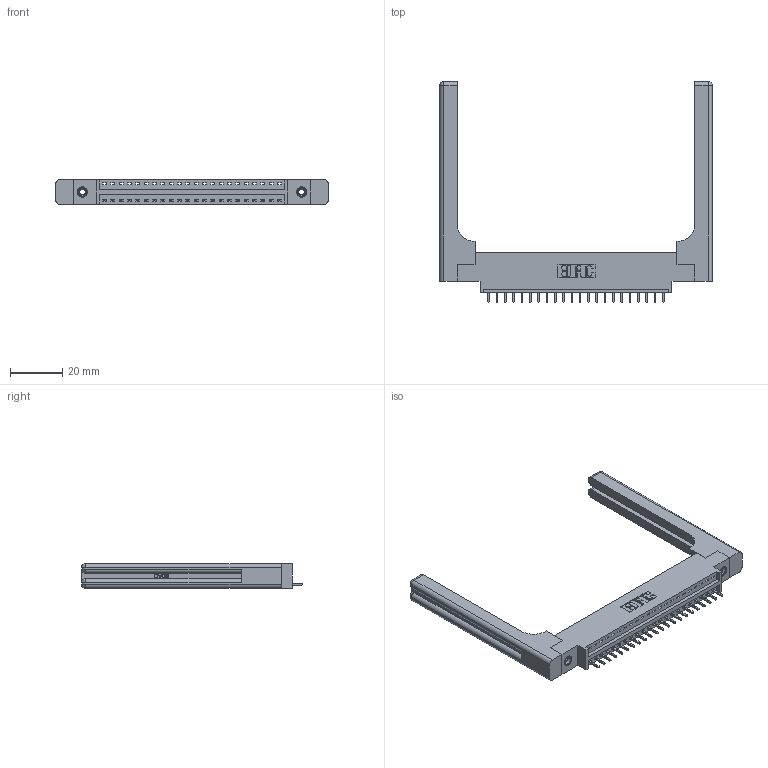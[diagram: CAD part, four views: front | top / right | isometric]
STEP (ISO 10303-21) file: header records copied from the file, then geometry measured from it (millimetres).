
FILE_DESCRIPTION (( 'STEP AP203' ), '1' );
FILE_NAME ('346-022-521-658.STEP', '2022-05-05T19:19:50', ( '' ), ( '' ), 'SwSTEP 2.0', 'SolidWorks 2020', '' );
FILE_SCHEMA (( 'CONFIG_CONTROL_DESIGN' ));
Length unit declared in the file: inch
Products named in the file (5): 345-292-001_345-293-121; 346 Part_0.170 Offset - 0.156 Dia-TH; 346-220-058_345-220-058; 346-022-521-658; 345-250-001_345-250-001-102
Assembly tree (27 placements, depth 2):
  346-022-521-658
    346 Part_0.170 Offset - 0.156 Dia-TH
    345-292-001_345-293-121  x22
    345-250-001_345-250-001-102  x2
    346-220-058_345-220-058  x2
Bounding box: 103.91 x 84.33 x 9.4 mm (x, y, z)
Volume: 17091.9 mm3; surface area: 16863 mm2
Topology: 27 solids, 27 shells, 1672 faces, 4915 edges, 3226 vertices
Faces by surface type: plane 1122, cylinder 490, bspline 36, cone 12, sphere 8, torus 4
Entity records: 22094 total; most frequent: CARTESIAN_POINT 4777, ORIENTED_EDGE 3528, DIRECTION 3168, EDGE_CURVE 1764, LINE 1452, VECTOR 1452, VERTEX_POINT 1166, AXIS2_PLACEMENT_3D 858
